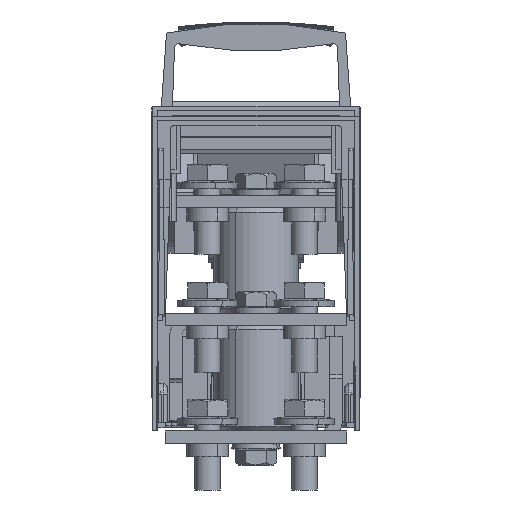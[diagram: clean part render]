
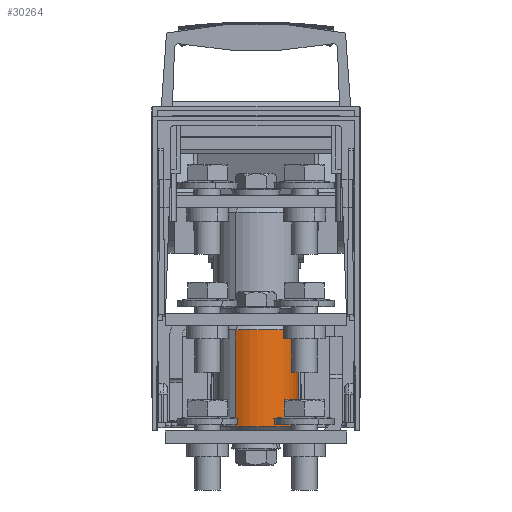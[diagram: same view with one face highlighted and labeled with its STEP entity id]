
A CAD part, front view. The second image highlights one B-rep face of the part: STEP entity #30264.
In plain terms, the highlighted cylindrical face has radius 20 mm (diameter 40 mm), a partial arc.
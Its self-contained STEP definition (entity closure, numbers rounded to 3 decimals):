
#30200=AXIS2_PLACEMENT_3D('Circle Axis2P3D',#30198,#30199,$) ;
#30237=AXIS2_PLACEMENT_3D('Cylinder Axis2P3D',#30234,#30235,#30236) ;
#30248=AXIS2_PLACEMENT_3D('Circle Axis2P3D',#30246,#30247,$) ;
#30195=CARTESIAN_POINT('Vertex',(9.589,17.552,2.)) ;
#30198=CARTESIAN_POINT('Axis2P3D Location',(0.,0.,2.)) ;
#30202=CARTESIAN_POINT('Vertex',(-9.589,-17.552,2.)) ;
#30234=CARTESIAN_POINT('Axis2P3D Location',(0.,0.,25.)) ;
#30239=CARTESIAN_POINT('Line Origine',(9.589,17.552,25.)) ;
#30243=CARTESIAN_POINT('Vertex',(9.589,17.552,48.)) ;
#30246=CARTESIAN_POINT('Axis2P3D Location',(0.,0.,48.)) ;
#30250=CARTESIAN_POINT('Vertex',(-9.589,-17.552,48.)) ;
#30253=CARTESIAN_POINT('Line Origine',(-9.589,-17.552,25.)) ;
#30199=DIRECTION('Axis2P3D Direction',(0.,0.,1.)) ;
#30235=DIRECTION('Axis2P3D Direction',(0.,0.,-1.)) ;
#30236=DIRECTION('Axis2P3D XDirection',(0.479,0.878,0.)) ;
#30240=DIRECTION('Vector Direction',(0.,0.,-1.)) ;
#30247=DIRECTION('Axis2P3D Direction',(0.,0.,-1.)) ;
#30254=DIRECTION('Vector Direction',(0.,0.,-1.)) ;
#30241=VECTOR('Line Direction',#30240,1.) ;
#30255=VECTOR('Line Direction',#30254,1.) ;
#30259=ORIENTED_EDGE('',*,*,#30204,.F.) ;
#30260=ORIENTED_EDGE('',*,*,#30245,.T.) ;
#30261=ORIENTED_EDGE('',*,*,#30252,.T.) ;
#30262=ORIENTED_EDGE('',*,*,#30257,.F.) ;
#30264=ADVANCED_FACE('Hauptkoerper nicht benutzen',(#30263),#30238,.T.) ;
#30201=CIRCLE('generated circle',#30200,20.) ;
#30249=CIRCLE('generated circle',#30248,20.) ;
#30238=CYLINDRICAL_SURFACE('generated cylinder',#30237,20.) ;
#30204=EDGE_CURVE('',#30196,#30203,#30201,.F.) ;
#30245=EDGE_CURVE('',#30196,#30244,#30242,.F.) ;
#30252=EDGE_CURVE('',#30244,#30251,#30249,.T.) ;
#30257=EDGE_CURVE('',#30203,#30251,#30256,.F.) ;
#30258=EDGE_LOOP('',(#30259,#30260,#30261,#30262)) ;
#30263=FACE_OUTER_BOUND('',#30258,.T.) ;
#30242=LINE('Line',#30239,#30241) ;
#30256=LINE('Line',#30253,#30255) ;
#30196=VERTEX_POINT('',#30195) ;
#30203=VERTEX_POINT('',#30202) ;
#30244=VERTEX_POINT('',#30243) ;
#30251=VERTEX_POINT('',#30250) ;
